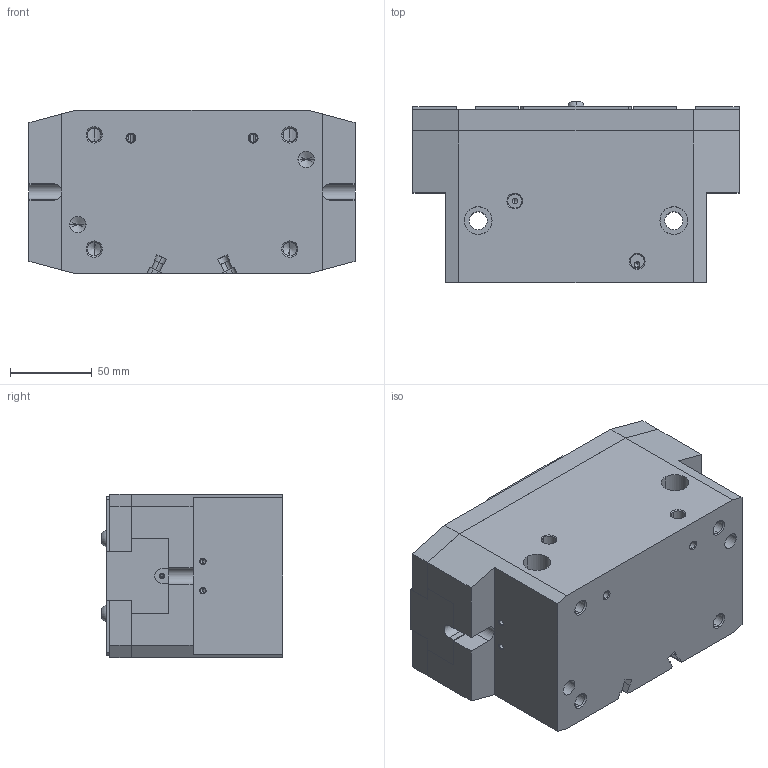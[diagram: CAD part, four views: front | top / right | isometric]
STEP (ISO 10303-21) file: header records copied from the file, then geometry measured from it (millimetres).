
FILE_DESCRIPTION( ( '' ), '1' );
FILE_NAME( 'qpg220s_op200snc_0_2_14a.stp', '2010-10-25T14:14:57', ( '' ), ( '' ), ' ', ' ', ' ' );
FILE_SCHEMA( ( 'automotive_design' ) );
Length unit declared in the file: millimetre
Products named in the file (3): 1; 2; 3
Bounding box: 200 x 111.3 x 100 mm (x, y, z)
Volume: 1812649.2 mm3; surface area: 186912.1 mm2
Topology: 3 solids, 3 shells, 443 faces, 1103 edges, 678 vertices
Faces by surface type: plane 228, cylinder 115, cone 96, torus 4
Entity records: 25446 total; most frequent: CARTESIAN_POINT 2553, DIRECTION 2241, STYLED_ITEM 2187, PRESENTATION_STYLE_ASSIGNMENT 2187, COLOUR_RGB 2187, ORIENTED_EDGE 2126, EDGE_CURVE 1063, CURVE_STYLE 1063
